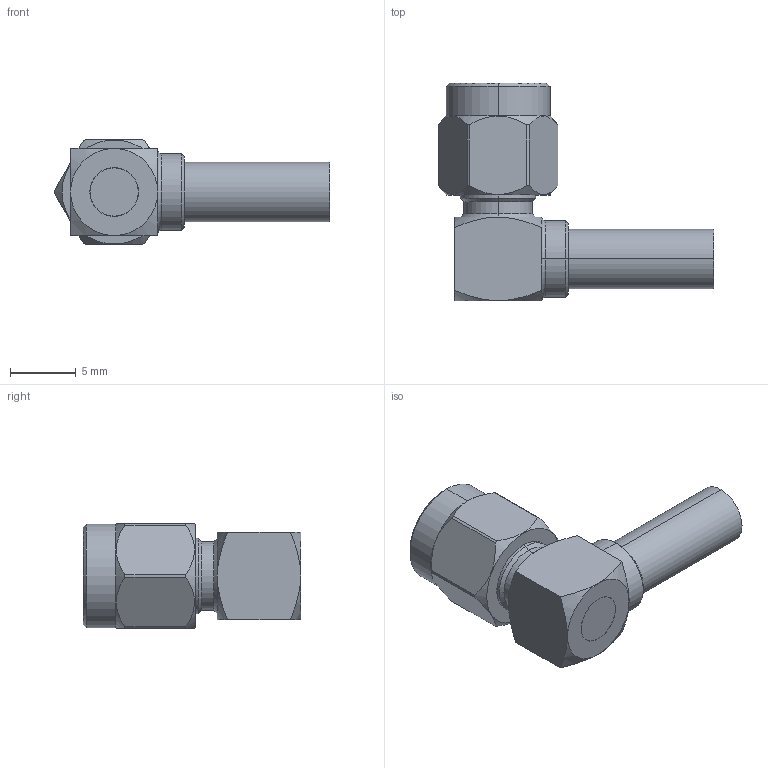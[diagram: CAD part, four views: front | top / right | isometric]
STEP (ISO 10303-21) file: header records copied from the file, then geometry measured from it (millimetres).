
FILE_DESCRIPTION (( 'STEP AP203' ), '1' );
FILE_NAME ('PE4408.step', '2018-11-19T23:32:38', ( '' ), ( '' ), 'SwSTEP 2.0', 'SolidWorks 2017', '' );
FILE_SCHEMA (( 'CONFIG_CONTROL_DESIGN' ));
Products named in the file (1): PE4408
Bounding box: 20.86 x 16.51 x 7.94 mm (x, y, z)
Volume: 777.6 mm3; surface area: 1196 mm2
Topology: 3 solids, 3 shells, 1486 faces, 3255 edges, 1784 vertices
Faces by surface type: bspline 1003, cylinder 252, plane 196, cone 31, torus 4
Entity records: 60067 total; most frequent: CARTESIAN_POINT 39010, ORIENTED_EDGE 6506, EDGE_CURVE 3253, VERTEX_POINT 1784, DIRECTION 1654, EDGE_LOOP 1499, ADVANCED_FACE 1486, FACE_OUTER_BOUND 1486
